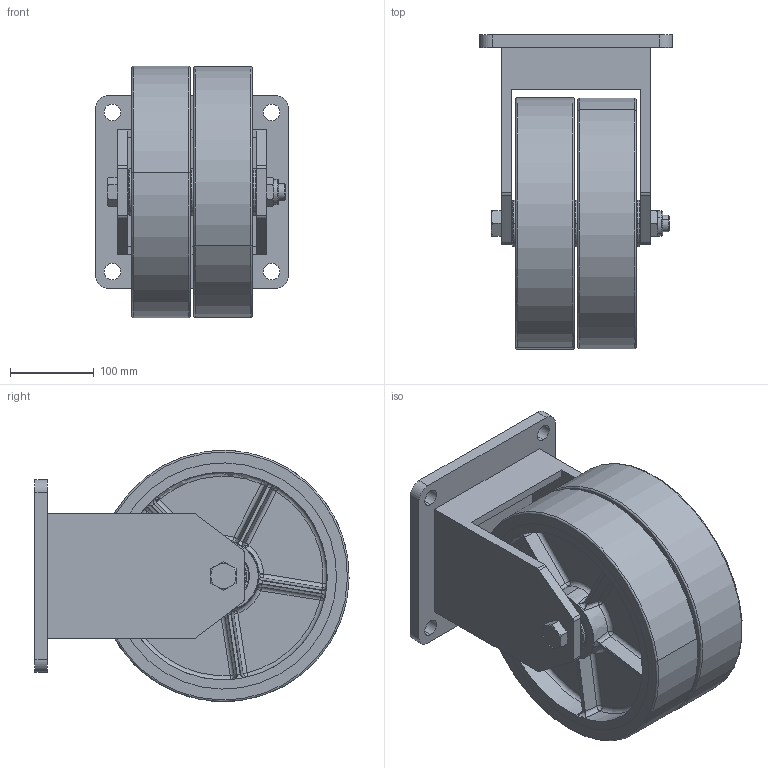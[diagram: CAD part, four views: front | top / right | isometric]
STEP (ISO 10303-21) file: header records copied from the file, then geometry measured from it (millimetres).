
FILE_DESCRIPTION (( 'STEP AP214' ), '1' );
FILE_NAME ('0015656_B-HD-PUZG-300-K_(A-01).step', '2018-12-04T12:27:39', ( '' ), ( '' ), 'SwSTEP 2.0', 'SolidWorks 2018', '' );
FILE_SCHEMA (( 'AUTOMOTIVE_DESIGN' ));
Length unit declared in the file: millimetre
Products named in the file (1): 0015656_B-HD-PUZG-300-K_(A-01)
Bounding box: 230 x 374.97 x 299.94 mm (x, y, z)
Volume: 7071978.8 mm3; surface area: 1286730.4 mm2
Topology: 34 solids, 34 shells, 1037 faces, 2286 edges, 1256 vertices
Faces by surface type: cylinder 288, bspline 240, plane 205, torus 172, sphere 96, cone 36
Entity records: 48290 total; most frequent: CARTESIAN_POINT 15364, DIRECTION 4506, ORIENTED_EDGE 4412, EDGE_CURVE 2206, AXIS2_PLACEMENT_3D 2018, VERTEX_POINT 1256, CIRCLE 1220, EDGE_LOOP 1132
